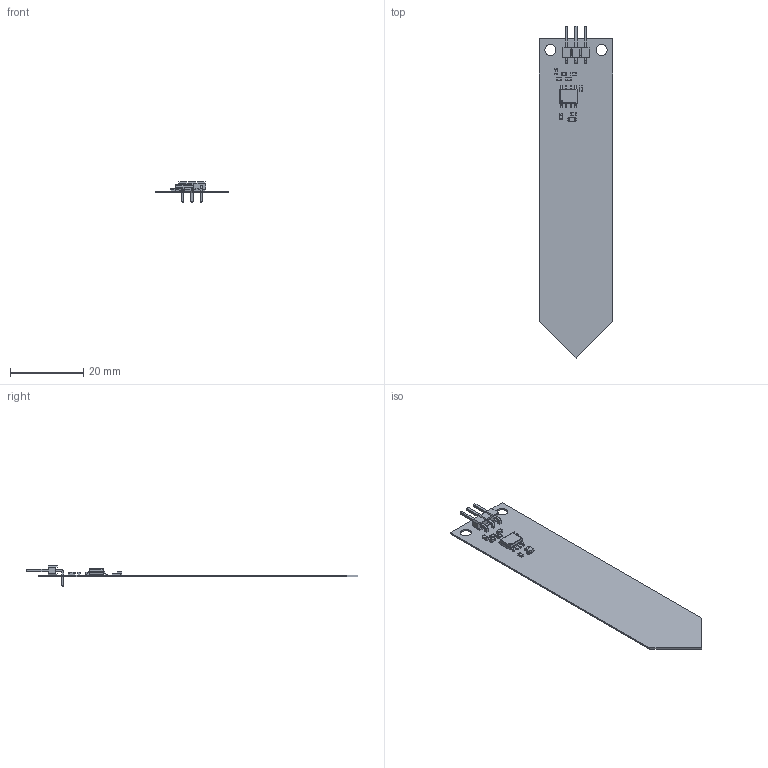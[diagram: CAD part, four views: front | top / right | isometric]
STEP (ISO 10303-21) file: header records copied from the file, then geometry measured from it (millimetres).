
FILE_DESCRIPTION(('Open CASCADE Model'),'2;1');
FILE_NAME('Open CASCADE Shape Model','2023-11-14T10:33:17',('Author'),( 'Open CASCADE'),'Open CASCADE STEP processor 7.5','Open CASCADE 7.5' ,'Unknown');
FILE_SCHEMA(('AUTOMOTIVE_DESIGN { 1 0 10303 214 1 1 1 1 }'));
Length unit declared in the file: millimetre
Products named in the file (18): Open CASCADE STEP translator 7.5 1; Open CASCADE STEP translator 7.5 2; Open CASCADE STEP translator 7.5 3; Open CASCADE STEP translator 7.5 4; Open CASCADE STEP translator 7.5 5; Open CASCADE STEP translator 7.5 6; Open CASCADE STEP translator 7.5 7; Open CASCADE STEP translator 7.5 8; Open CASCADE STEP translator 7.5 9; Open CASCADE STEP translator 7.5 10; Open CASCADE STEP translator 7.5 11; Open CASCADE STEP translator 7.5 12; Open CASCADE STEP translator 7.5 13; Open CASCADE STEP translator 7.5 14; Open CASCADE STEP translator 7.5 15; Open CASCADE STEP translator 7.5 16; Open CASCADE STEP translator 7.5 17; Open CASCADE STEP translator 7.5 18
Bounding box: 20 x 90.53 x 5.54 mm (x, y, z)
Volume: 762.3 mm3; surface area: 3714.1 mm2
Topology: 37 solids, 37 shells, 502 faces, 1209 edges, 790 vertices
Faces by surface type: plane 455, cylinder 47
Full cylindrical faces by diameter (mm): 0.487 x1, 3 x2
Entity records: 15878 total; most frequent: CARTESIAN_POINT 2502, ORIENTED_EDGE 2418, DIRECTION 2301, EDGE_CURVE 1209, LINE 1123, VECTOR 1123, VERTEX_POINT 790, AXIS2_PLACEMENT_3D 589
